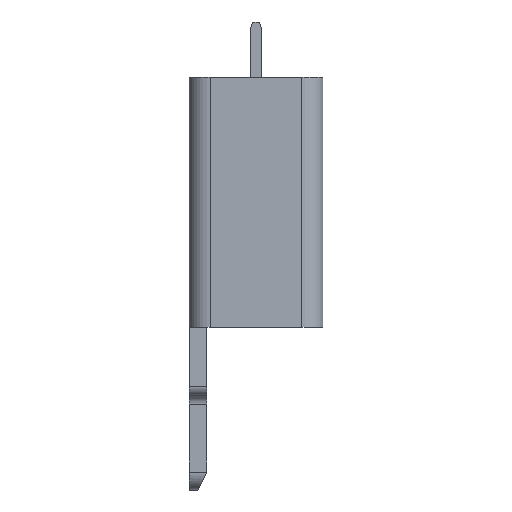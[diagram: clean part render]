
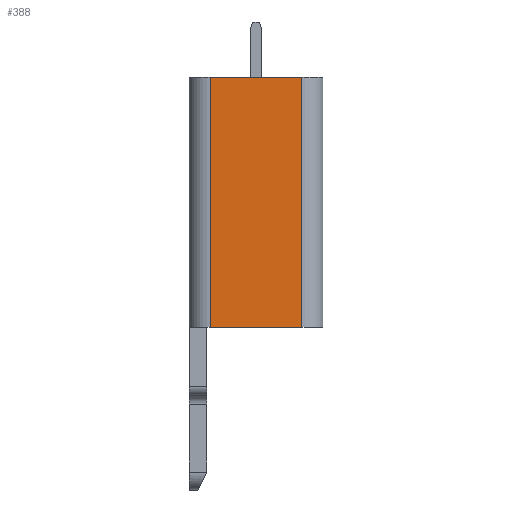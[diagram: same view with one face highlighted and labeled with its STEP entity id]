
A CAD part, left-side view. The second image highlights one B-rep face of the part: STEP entity #388.
In plain terms, the highlighted planar face has unit normal (-1, 0, 0).
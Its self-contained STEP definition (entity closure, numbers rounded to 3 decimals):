
#106=CARTESIAN_POINT('',(0.,1.2,-14.));
#107=VERTEX_POINT('',#106);
#115=CARTESIAN_POINT('',(0.,6.3,-14.));
#116=VERTEX_POINT('',#115);
#117=CARTESIAN_POINT('',(0.,1.2,-14.));
#118=DIRECTION('',(0.,1.,0.));
#119=VECTOR('',#118,5.1);
#120=LINE('',#117,#119);
#121=EDGE_CURVE('',#107,#116,#120,.T.);
#224=CARTESIAN_POINT('',(0.,6.3,0.));
#225=VERTEX_POINT('',#224);
#226=CARTESIAN_POINT('',(0.,1.2,0.));
#227=VERTEX_POINT('',#226);
#228=CARTESIAN_POINT('',(0.,6.3,0.));
#229=DIRECTION('',(0.,-1.,0.));
#230=VECTOR('',#229,5.1);
#231=LINE('',#228,#230);
#232=EDGE_CURVE('',#225,#227,#231,.T.);
#284=CARTESIAN_POINT('',(0.,1.2,0.));
#285=DIRECTION('',(0.,0.,-1.));
#286=VECTOR('',#285,14.);
#287=LINE('',#284,#286);
#288=EDGE_CURVE('',#227,#107,#287,.T.);
#372=CARTESIAN_POINT('',(0.,3.75,-7.));
#373=DIRECTION('',(0.,0.,1.));
#374=DIRECTION('',(-1.,0.,0.));
#375=AXIS2_PLACEMENT_3D('',#372,#374,#373);
#376=PLANE('',#375);
#377=ORIENTED_EDGE('',*,*,#121,.F.);
#378=ORIENTED_EDGE('',*,*,#288,.F.);
#379=ORIENTED_EDGE('',*,*,#232,.F.);
#380=CARTESIAN_POINT('',(0.,6.3,0.));
#381=DIRECTION('',(0.,0.,-1.));
#382=VECTOR('',#381,14.);
#383=LINE('',#380,#382);
#384=EDGE_CURVE('',#225,#116,#383,.T.);
#385=ORIENTED_EDGE('',*,*,#384,.T.);
#386=EDGE_LOOP('',(#377,#378,#379,#385));
#387=FACE_OUTER_BOUND('',#386,.T.);
#388=ADVANCED_FACE('',(#387),#376,.T.);
